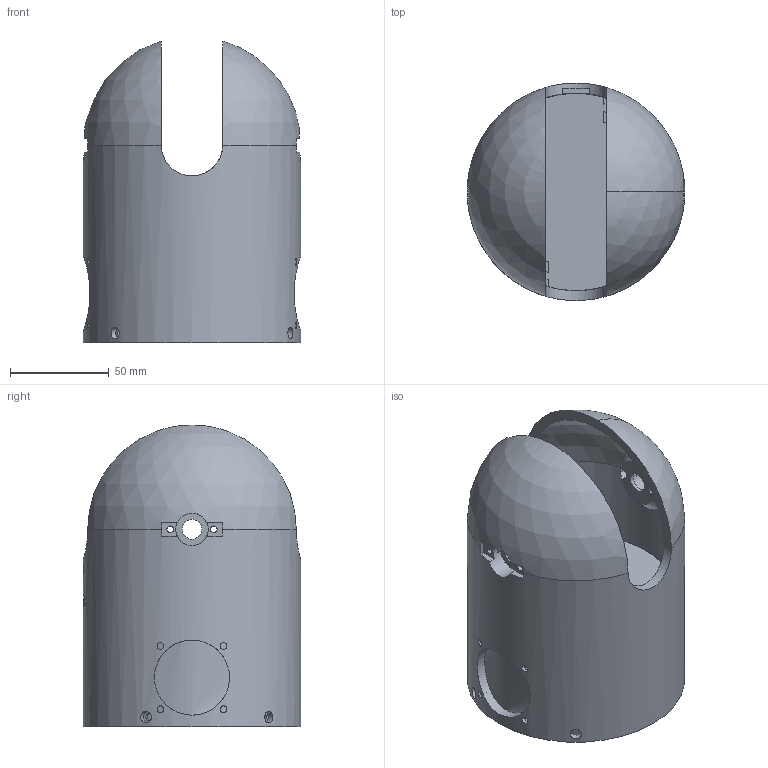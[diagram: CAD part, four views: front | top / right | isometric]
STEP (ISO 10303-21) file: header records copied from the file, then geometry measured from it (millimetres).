
FILE_DESCRIPTION(('FreeCAD Model'),'2;1');
FILE_NAME('Open CASCADE Shape Model','2021-07-31T14:06:50',('Author'),( ''),'Open CASCADE STEP processor 7.5','FreeCAD','Unknown');
FILE_SCHEMA(('AUTOMOTIVE_DESIGN { 1 0 10303 214 1 1 1 1 }'));
Length unit declared in the file: millimetre
Products named in the file (1): Art4Body
Bounding box: 110 x 110 x 152.77 mm (x, y, z)
Surface area: 89794.8 mm2 (no closed solid volume)
Topology: 0 solids, 1 shells, 220 faces, 628 edges, 411 vertices
Faces by surface type: plane 174, cylinder 38, sphere 6, cone 2
Full cylindrical faces by diameter (mm): 2.4 x4, 3.4 x16, 4.2 x4, 5.9 x4, 10 x2, 16.4 x2, 38 x2, 110 x1
Entity records: 23060 total; most frequent: CARTESIAN_POINT 10763, DIRECTION 2225, LINE 1347, VECTOR 1347, ORIENTED_EDGE 1238, PCURVE 1238, DEFINITIONAL_REPRESENTATION 1238, EDGE_CURVE 619
